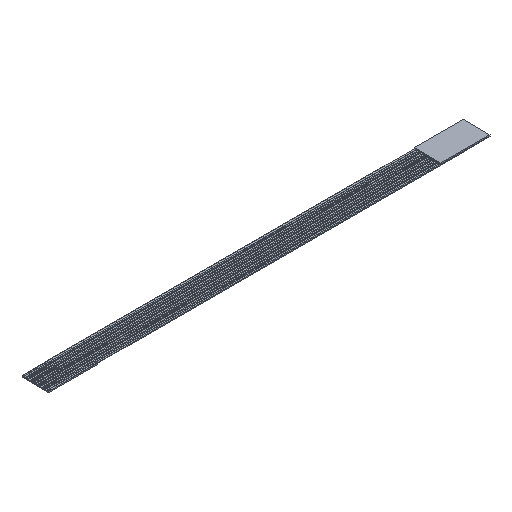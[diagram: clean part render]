
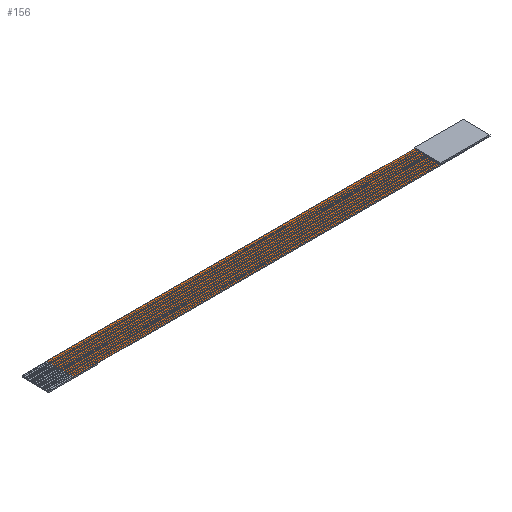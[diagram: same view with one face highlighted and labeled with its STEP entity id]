
A CAD part, isometric view. The second image highlights one B-rep face of the part: STEP entity #156.
In plain terms, the highlighted planar face has unit normal (0, 0, 1).
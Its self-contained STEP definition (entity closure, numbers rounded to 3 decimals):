
#156 = ADVANCED_FACE( '', ( #359 ), #360, .F. );
#359 = FACE_OUTER_BOUND( '', #606, .T. );
#360 = PLANE( '', #607 );
#606 = EDGE_LOOP( '', ( #1035, #1036, #1037, #1038 ) );
#607 = AXIS2_PLACEMENT_3D( '', #1039, #1040, #1041 );
#1035 = ORIENTED_EDGE( '', *, *, #1744, .F. );
#1036 = ORIENTED_EDGE( '', *, *, #1742, .F. );
#1037 = ORIENTED_EDGE( '', *, *, #1745, .T. );
#1038 = ORIENTED_EDGE( '', *, *, #1597, .T. );
#1039 = CARTESIAN_POINT( '', ( -40., 2.75, 0.095 ) );
#1040 = DIRECTION( '', ( 0., 0., -1. ) );
#1041 = DIRECTION( '', ( -1., 0., 0. ) );
#1597 = EDGE_CURVE( '', #1936, #1907, #1937, .T. );
#1742 = EDGE_CURVE( '', #2176, #2165, #2178, .T. );
#1744 = EDGE_CURVE( '', #2165, #1907, #2180, .T. );
#1745 = EDGE_CURVE( '', #2176, #1936, #2181, .T. );
#1907 = VERTEX_POINT( '', #2381 );
#1936 = VERTEX_POINT( '', #2424 );
#1937 = LINE( '', #2425, #2426 );
#2165 = VERTEX_POINT( '', #2768 );
#2176 = VERTEX_POINT( '', #2785 );
#2178 = LINE( '', #2788, #2789 );
#2180 = LINE( '', #2791, #2792 );
#2181 = LINE( '', #2793, #2794 );
#2381 = CARTESIAN_POINT( '', ( 35., -2.75, 0.095 ) );
#2424 = CARTESIAN_POINT( '', ( -40., -2.75, 0.095 ) );
#2425 = CARTESIAN_POINT( '', ( -40., -2.75, 0.095 ) );
#2426 = VECTOR( '', #3112, 1000. );
#2768 = CARTESIAN_POINT( '', ( 35., 2.75, 0.095 ) );
#2785 = CARTESIAN_POINT( '', ( -40., 2.75, 0.095 ) );
#2788 = CARTESIAN_POINT( '', ( -40., 2.75, 0.095 ) );
#2789 = VECTOR( '', #3232, 1000. );
#2791 = CARTESIAN_POINT( '', ( 35., 2.75, 0.095 ) );
#2792 = VECTOR( '', #3233, 1000. );
#2793 = CARTESIAN_POINT( '', ( -40., 2.75, 0.095 ) );
#2794 = VECTOR( '', #3234, 1000. );
#3112 = DIRECTION( '', ( 1., 0., 0. ) );
#3232 = DIRECTION( '', ( 1., 0., 0. ) );
#3233 = DIRECTION( '', ( 0., -1., 0. ) );
#3234 = DIRECTION( '', ( 0., -1., 0. ) );
